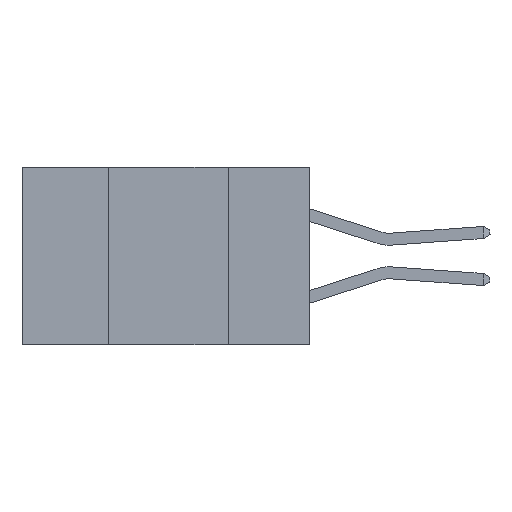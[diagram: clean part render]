
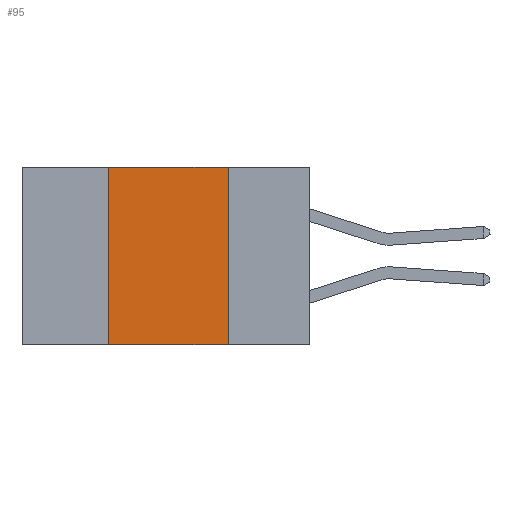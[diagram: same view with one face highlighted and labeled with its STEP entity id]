
A CAD part, left-side view. The second image highlights one B-rep face of the part: STEP entity #95.
In plain terms, the highlighted planar face has unit normal (-1, 0, 0).
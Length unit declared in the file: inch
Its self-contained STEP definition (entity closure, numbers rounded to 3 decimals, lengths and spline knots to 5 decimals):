
#95 = ADVANCED_FACE ( 'NONE', ( #2985 ), #308, .F. ) ;
#308 = PLANE ( 'NONE',  #4184 ) ;
#372 = DIRECTION ( 'NONE',  ( 1., 0., 0. ) ) ;
#728 = EDGE_CURVE ( 'NONE', #11213, #1968, #3643, .T. ) ;
#1677 = VERTEX_POINT ( 'NONE', #4570 ) ;
#1968 = VERTEX_POINT ( 'NONE', #2043 ) ;
#1982 = DIRECTION ( 'NONE',  ( 0., -1., 0. ) ) ;
#2043 = CARTESIAN_POINT ( 'NONE',  ( 0., 0.17, -0.37 ) ) ;
#2184 = CARTESIAN_POINT ( 'NONE',  ( 0., 0.6, 0. ) ) ;
#2337 = EDGE_LOOP ( 'NONE', ( #10317, #8258, #7256, #4912 ) ) ;
#2343 = EDGE_CURVE ( 'NONE', #1677, #1968, #2543, .T. ) ;
#2543 = LINE ( 'NONE', #5465, #4839 ) ;
#2985 = FACE_OUTER_BOUND ( 'NONE', #2337, .T. ) ;
#3224 = EDGE_CURVE ( 'NONE', #1677, #6666, #6813, .T. ) ;
#3459 = DIRECTION ( 'NONE',  ( 0., 0., -1. ) ) ;
#3643 = LINE ( 'NONE', #11281, #9005 ) ;
#3660 = VECTOR ( 'NONE', #8633, 39.37008 ) ;
#3873 = CARTESIAN_POINT ( 'NONE',  ( 0., 0.42, 0. ) ) ;
#4184 = AXIS2_PLACEMENT_3D ( 'NONE', #2184, #372, #11759 ) ;
#4570 = CARTESIAN_POINT ( 'NONE',  ( 0., 0.42, -0.37 ) ) ;
#4658 = LINE ( 'NONE', #6720, #10499 ) ;
#4839 = VECTOR ( 'NONE', #10164, 39.37008 ) ;
#4912 = ORIENTED_EDGE ( 'NONE', *, *, #2343, .T. ) ;
#5465 = CARTESIAN_POINT ( 'NONE',  ( 0., 0.6, -0.37 ) ) ;
#6666 = VERTEX_POINT ( 'NONE', #3873 ) ;
#6720 = CARTESIAN_POINT ( 'NONE',  ( 0., 0.6, 0. ) ) ;
#6813 = LINE ( 'NONE', #10520, #3660 ) ;
#7108 = EDGE_CURVE ( 'NONE', #6666, #11213, #4658, .T. ) ;
#7256 = ORIENTED_EDGE ( 'NONE', *, *, #3224, .F. ) ;
#8258 = ORIENTED_EDGE ( 'NONE', *, *, #7108, .F. ) ;
#8621 = CARTESIAN_POINT ( 'NONE',  ( 0., 0.17, 0. ) ) ;
#8633 = DIRECTION ( 'NONE',  ( 0., 0., 1. ) ) ;
#9005 = VECTOR ( 'NONE', #3459, 39.37008 ) ;
#10164 = DIRECTION ( 'NONE',  ( 0., -1., 0. ) ) ;
#10317 = ORIENTED_EDGE ( 'NONE', *, *, #728, .F. ) ;
#10499 = VECTOR ( 'NONE', #1982, 39.37008 ) ;
#10520 = CARTESIAN_POINT ( 'NONE',  ( 0., 0.42, -0.37 ) ) ;
#11213 = VERTEX_POINT ( 'NONE', #8621 ) ;
#11281 = CARTESIAN_POINT ( 'NONE',  ( 0., 0.17, -0.37 ) ) ;
#11759 = DIRECTION ( 'NONE',  ( 0., 0., -1. ) ) ;
